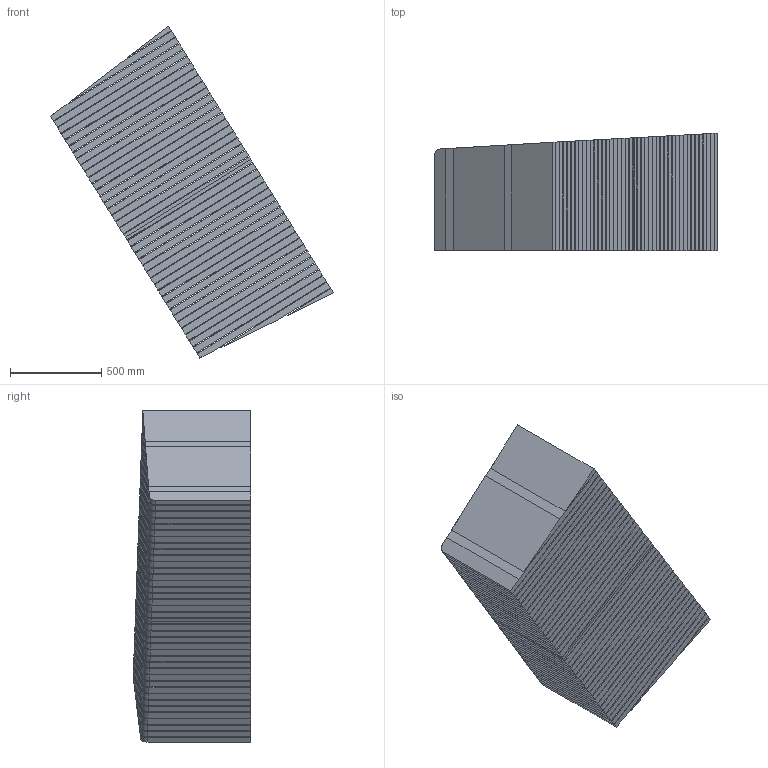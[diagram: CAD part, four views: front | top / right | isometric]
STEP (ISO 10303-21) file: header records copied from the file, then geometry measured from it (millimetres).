
FILE_DESCRIPTION(('FreeCAD Model'),'2;1');
FILE_NAME('detailed_HCLL/step/lithium_lead_sample_envelope_1.step', '2018-03-07T11:59:26',('FreeCAD'),('FreeCAD'), 'Open CASCADE STEP processor 7.1','FreeCAD','Unknown');
FILE_SCHEMA(('AUTOMOTIVE_DESIGN_CC2 { 1 2 10303 214 -1 1 5 4 }'));
Length unit declared in the file: millimetre
Products named in the file (45): Open CASCADE STEP translator 7.1 9; Open CASCADE STEP translator 7.1 9.1; Open CASCADE STEP translator 7.1 9.2; Open CASCADE STEP translator 7.1 9.3; Open CASCADE STEP translator 7.1 9.4; Open CASCADE STEP translator 7.1 9.5; Open CASCADE STEP translator 7.1 9.6; Open CASCADE STEP translator 7.1 9.7; Open CASCADE STEP translator 7.1 9.8; Open CASCADE STEP translator 7.1 9.9; Open CASCADE STEP translator 7.1 9.10; Open CASCADE STEP translator 7.1 9.11; Open CASCADE STEP translator 7.1 9.12; Open CASCADE STEP translator 7.1 9.13; Open CASCADE STEP translator 7.1 9.14; Open CASCADE STEP translator 7.1 9.15; Open CASCADE STEP translator 7.1 9.16; Open CASCADE STEP translator 7.1 9.17; Open CASCADE STEP translator 7.1 9.18; Open CASCADE STEP translator 7.1 9.19; Open CASCADE STEP translator 7.1 9.20; Open CASCADE STEP translator 7.1 9.21; Open CASCADE STEP translator 7.1 9.22; Open CASCADE STEP translator 7.1 9.23; Open CASCADE STEP translator 7.1 9.24; Open CASCADE STEP translator 7.1 9.25; Open CASCADE STEP translator 7.1 9.26; Open CASCADE STEP translator 7.1 9.27; Open CASCADE STEP translator 7.1 9.28; Open CASCADE STEP translator 7.1 9.29; Open CASCADE STEP translator 7.1 9.30; Open CASCADE STEP translator 7.1 9.31; Open CASCADE STEP translator 7.1 9.32; Open CASCADE STEP translator 7.1 9.33; Open CASCADE STEP translator 7.1 9.34; Open CASCADE STEP translator 7.1 9.35; Open CASCADE STEP translator 7.1 9.36; Open CASCADE STEP translator 7.1 9.37; Open CASCADE STEP translator 7.1 9.38; Open CASCADE STEP translator 7.1 9.39 ...
Assembly tree (44 placements, depth 2):
  Open CASCADE STEP translator 7.1 9
    Open CASCADE STEP translator 7.1 9.1
    Open CASCADE STEP translator 7.1 9.2
    Open CASCADE STEP translator 7.1 9.3
    Open CASCADE STEP translator 7.1 9.4
    Open CASCADE STEP translator 7.1 9.5
    Open CASCADE STEP translator 7.1 9.6
    Open CASCADE STEP translator 7.1 9.7
    Open CASCADE STEP translator 7.1 9.8
    Open CASCADE STEP translator 7.1 9.9
    Open CASCADE STEP translator 7.1 9.10
    Open CASCADE STEP translator 7.1 9.11
    Open CASCADE STEP translator 7.1 9.12
    Open CASCADE STEP translator 7.1 9.13
    Open CASCADE STEP translator 7.1 9.14
    Open CASCADE STEP translator 7.1 9.15
    Open CASCADE STEP translator 7.1 9.16
    Open CASCADE STEP translator 7.1 9.17
    Open CASCADE STEP translator 7.1 9.18
    Open CASCADE STEP translator 7.1 9.19
    Open CASCADE STEP translator 7.1 9.20
    Open CASCADE STEP translator 7.1 9.21
    Open CASCADE STEP translator 7.1 9.22
    Open CASCADE STEP translator 7.1 9.23
    Open CASCADE STEP translator 7.1 9.24
    Open CASCADE STEP translator 7.1 9.25
    Open CASCADE STEP translator 7.1 9.26
    Open CASCADE STEP translator 7.1 9.27
    Open CASCADE STEP translator 7.1 9.28
    Open CASCADE STEP translator 7.1 9.29
    Open CASCADE STEP translator 7.1 9.30
    Open CASCADE STEP translator 7.1 9.31
    Open CASCADE STEP translator 7.1 9.32
    Open CASCADE STEP translator 7.1 9.33
    Open CASCADE STEP translator 7.1 9.34
    Open CASCADE STEP translator 7.1 9.35
    Open CASCADE STEP translator 7.1 9.36
    Open CASCADE STEP translator 7.1 9.37
    Open CASCADE STEP translator 7.1 9.38
    Open CASCADE STEP translator 7.1 9.39
    Open CASCADE STEP translator 7.1 9.40
    Open CASCADE STEP translator 7.1 9.41
    Open CASCADE STEP translator 7.1 9.42
    Open CASCADE STEP translator 7.1 9.43
    Open CASCADE STEP translator 7.1 9.44
Bounding box: 1549.06 x 643.94 x 1817.72 mm (x, y, z)
Volume: 693844787.1 mm3; surface area: 45041439.1 mm2
Topology: 44 solids, 44 shells, 304 faces, 648 edges, 432 vertices
Faces by surface type: plane 264, cylinder 40
Entity records: 16737 total; most frequent: CARTESIAN_POINT 4340, DIRECTION 1667, ORIENTED_EDGE 1296, PCURVE 1296, DEFINITIONAL_REPRESENTATION 1296, B_SPLINE_CURVE_WITH_KNOTS 1055, LINE 729, VECTOR 729
